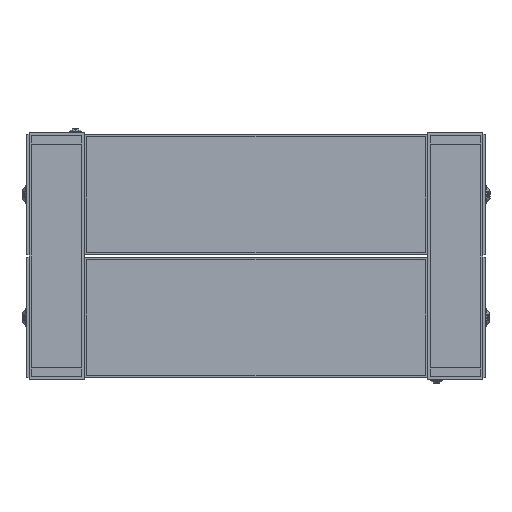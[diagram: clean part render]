
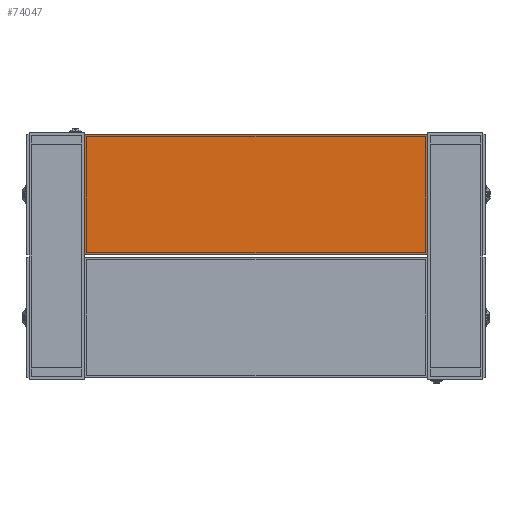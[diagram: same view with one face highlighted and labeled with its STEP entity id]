
A CAD part, left-side view. The second image highlights one B-rep face of the part: STEP entity #74047.
In plain terms, the highlighted planar face has unit normal (-1, 0, 0).
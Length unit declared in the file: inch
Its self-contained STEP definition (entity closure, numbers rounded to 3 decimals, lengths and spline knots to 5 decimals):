
#982 = CARTESIAN_POINT ( 'NONE',  ( -23.58268, 0., 2.00787 ) ) ;
#2885 = DIRECTION ( 'NONE',  ( 0., 0., 1. ) ) ;
#3534 = CARTESIAN_POINT ( 'NONE',  ( -23.58268, 5.49213, 5.86614 ) ) ;
#3760 = DIRECTION ( 'NONE',  ( 0., -1., 0. ) ) ;
#5365 = EDGE_CURVE ( 'NONE', #73778, #41874, #29539, .T. ) ;
#7713 = VERTEX_POINT ( 'NONE', #47494 ) ;
#7834 = CARTESIAN_POINT ( 'NONE',  ( -23.58268, -5.49213, 5.86614 ) ) ;
#9263 = LINE ( 'NONE', #79036, #55957 ) ;
#13768 = VECTOR ( 'NONE', #3760, 39.37008 ) ;
#14549 = LINE ( 'NONE', #71578, #75461 ) ;
#21811 = EDGE_CURVE ( 'NONE', #7713, #73778, #9263, .T. ) ;
#22096 = DIRECTION ( 'NONE',  ( 1., 0., 0. ) ) ;
#25489 = ORIENTED_EDGE ( 'NONE', *, *, #26273, .F. ) ;
#26273 = EDGE_CURVE ( 'NONE', #41874, #40356, #14549, .T. ) ;
#26818 = DIRECTION ( 'NONE',  ( 0., 1., 0. ) ) ;
#29539 = LINE ( 'NONE', #81175, #13768 ) ;
#32895 = ORIENTED_EDGE ( 'NONE', *, *, #46724, .F. ) ;
#37761 = AXIS2_PLACEMENT_3D ( 'NONE', #80003, #22096, #67702 ) ;
#40035 = ORIENTED_EDGE ( 'NONE', *, *, #21811, .F. ) ;
#40223 = DIRECTION ( 'NONE',  ( 0., 0., -1. ) ) ;
#40356 = VERTEX_POINT ( 'NONE', #44940 ) ;
#41874 = VERTEX_POINT ( 'NONE', #7834 ) ;
#44940 = CARTESIAN_POINT ( 'NONE',  ( -23.58268, -5.49213, 2.00787 ) ) ;
#46724 = EDGE_CURVE ( 'NONE', #40356, #7713, #70375, .T. ) ;
#46866 = VECTOR ( 'NONE', #26818, 39.37008 ) ;
#47494 = CARTESIAN_POINT ( 'NONE',  ( -23.58268, 5.49213, 2.00787 ) ) ;
#49601 = EDGE_LOOP ( 'NONE', ( #40035, #32895, #25489, #64658 ) ) ;
#54166 = PLANE ( 'NONE',  #37761 ) ;
#55957 = VECTOR ( 'NONE', #2885, 39.37008 ) ;
#60508 = FACE_OUTER_BOUND ( 'NONE', #49601, .T. ) ;
#64658 = ORIENTED_EDGE ( 'NONE', *, *, #5365, .F. ) ;
#67702 = DIRECTION ( 'NONE',  ( 0., 0., 1. ) ) ;
#70375 = LINE ( 'NONE', #982, #46866 ) ;
#71578 = CARTESIAN_POINT ( 'NONE',  ( -23.58268, -5.49213, 3.93701 ) ) ;
#73778 = VERTEX_POINT ( 'NONE', #3534 ) ;
#74047 = ADVANCED_FACE ( 'NONE', ( #60508 ), #54166, .F. ) ;
#75461 = VECTOR ( 'NONE', #40223, 39.37008 ) ;
#79036 = CARTESIAN_POINT ( 'NONE',  ( -23.58268, 5.49213, 3.93701 ) ) ;
#80003 = CARTESIAN_POINT ( 'NONE',  ( -23.58268, 0., 3.93701 ) ) ;
#81175 = CARTESIAN_POINT ( 'NONE',  ( -23.58268, 0., 5.86614 ) ) ;
